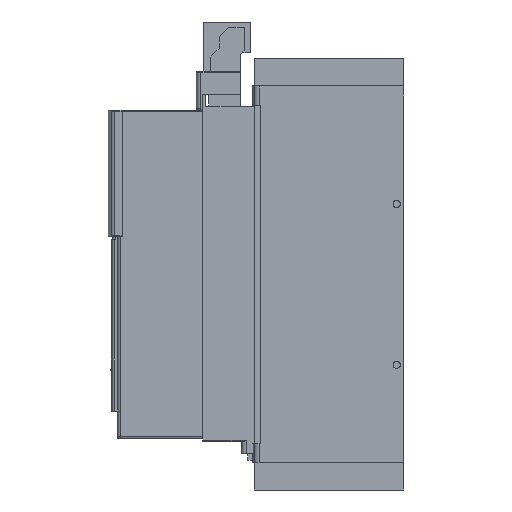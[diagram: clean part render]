
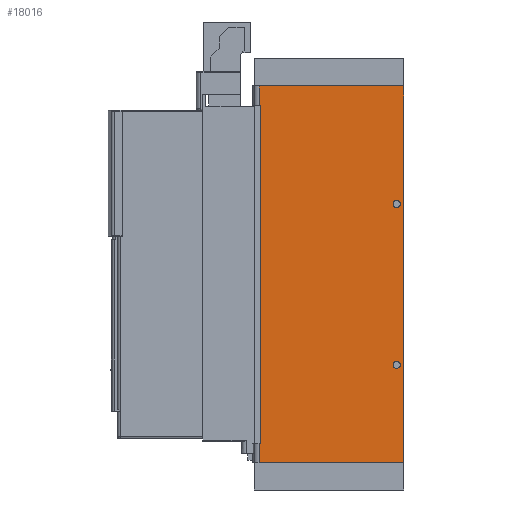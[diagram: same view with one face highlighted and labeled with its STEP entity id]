
A CAD part, left-side view. The second image highlights one B-rep face of the part: STEP entity #18016.
In plain terms, the highlighted planar face has unit normal (-1, 0, 0).
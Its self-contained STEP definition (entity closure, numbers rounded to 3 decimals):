
#17896=AXIS2_PLACEMENT_3D('Plane Axis2P3D',#17893,#17894,#17895) ;
#17982=AXIS2_PLACEMENT_3D('Circle Axis2P3D',#17980,#17981,$) ;
#17991=AXIS2_PLACEMENT_3D('Circle Axis2P3D',#17989,#17990,$) ;
#18000=AXIS2_PLACEMENT_3D('Circle Axis2P3D',#17998,#17999,$) ;
#18009=AXIS2_PLACEMENT_3D('Circle Axis2P3D',#18007,#18008,$) ;
#17893=CARTESIAN_POINT('Axis2P3D Location',(-107.,125.,252.)) ;
#17898=CARTESIAN_POINT('Line Origine',(-107.,0.,135.)) ;
#17902=CARTESIAN_POINT('Vertex',(-107.,0.,18.)) ;
#17904=CARTESIAN_POINT('Vertex',(-107.,0.,252.)) ;
#17907=CARTESIAN_POINT('Line Origine',(-107.,44.5,252.)) ;
#17911=CARTESIAN_POINT('Vertex',(-107.,89.,252.)) ;
#17914=CARTESIAN_POINT('Line Origine',(-107.,89.5,252.)) ;
#17918=CARTESIAN_POINT('Vertex',(-107.,90.,252.)) ;
#17921=CARTESIAN_POINT('Line Origine',(-107.,90.,246.)) ;
#17925=CARTESIAN_POINT('Vertex',(-107.,90.,240.)) ;
#17928=CARTESIAN_POINT('Line Origine',(-107.,89.5,240.)) ;
#17932=CARTESIAN_POINT('Vertex',(-107.,89.,240.)) ;
#17935=CARTESIAN_POINT('Line Origine',(-107.,89.,135.)) ;
#17939=CARTESIAN_POINT('Vertex',(-107.,89.,30.)) ;
#17942=CARTESIAN_POINT('Line Origine',(-107.,89.5,30.)) ;
#17946=CARTESIAN_POINT('Vertex',(-107.,90.,30.)) ;
#17949=CARTESIAN_POINT('Line Origine',(-107.,90.,24.)) ;
#17953=CARTESIAN_POINT('Vertex',(-107.,90.,18.)) ;
#17956=CARTESIAN_POINT('Line Origine',(-107.,89.5,18.)) ;
#17960=CARTESIAN_POINT('Vertex',(-107.,89.,18.)) ;
#17963=CARTESIAN_POINT('Line Origine',(-107.,44.5,18.)) ;
#17980=CARTESIAN_POINT('Axis2P3D Location',(-107.,4.5,178.75)) ;
#17984=CARTESIAN_POINT('Vertex',(-107.,6.75,178.75)) ;
#17986=CARTESIAN_POINT('Vertex',(-107.,2.25,178.75)) ;
#17989=CARTESIAN_POINT('Axis2P3D Location',(-107.,4.5,178.75)) ;
#17998=CARTESIAN_POINT('Axis2P3D Location',(-107.,4.5,78.75)) ;
#18002=CARTESIAN_POINT('Vertex',(-107.,2.25,78.75)) ;
#18004=CARTESIAN_POINT('Vertex',(-107.,6.75,78.75)) ;
#18007=CARTESIAN_POINT('Axis2P3D Location',(-107.,4.5,78.75)) ;
#17894=DIRECTION('Axis2P3D Direction',(-1.,-0.,-0.)) ;
#17895=DIRECTION('Axis2P3D XDirection',(0.,0.,-1.)) ;
#17899=DIRECTION('Vector Direction',(0.,0.,-1.)) ;
#17908=DIRECTION('Vector Direction',(0.,-1.,0.)) ;
#17915=DIRECTION('Vector Direction',(0.,1.,0.)) ;
#17922=DIRECTION('Vector Direction',(0.,0.,1.)) ;
#17929=DIRECTION('Vector Direction',(0.,1.,0.)) ;
#17936=DIRECTION('Vector Direction',(0.,0.,1.)) ;
#17943=DIRECTION('Vector Direction',(0.,1.,0.)) ;
#17950=DIRECTION('Vector Direction',(0.,0.,-1.)) ;
#17957=DIRECTION('Vector Direction',(0.,1.,0.)) ;
#17964=DIRECTION('Vector Direction',(0.,1.,0.)) ;
#17981=DIRECTION('Axis2P3D Direction',(-1.,-0.,-0.)) ;
#17990=DIRECTION('Axis2P3D Direction',(-1.,-0.,-0.)) ;
#17999=DIRECTION('Axis2P3D Direction',(-1.,-0.,-0.)) ;
#18008=DIRECTION('Axis2P3D Direction',(-1.,-0.,-0.)) ;
#17900=VECTOR('Line Direction',#17899,1.) ;
#17909=VECTOR('Line Direction',#17908,1.) ;
#17916=VECTOR('Line Direction',#17915,1.) ;
#17923=VECTOR('Line Direction',#17922,1.) ;
#17930=VECTOR('Line Direction',#17929,1.) ;
#17937=VECTOR('Line Direction',#17936,1.) ;
#17944=VECTOR('Line Direction',#17943,1.) ;
#17951=VECTOR('Line Direction',#17950,1.) ;
#17958=VECTOR('Line Direction',#17957,1.) ;
#17965=VECTOR('Line Direction',#17964,1.) ;
#17969=ORIENTED_EDGE('',*,*,#17906,.T.) ;
#17970=ORIENTED_EDGE('',*,*,#17913,.F.) ;
#17971=ORIENTED_EDGE('',*,*,#17920,.F.) ;
#17972=ORIENTED_EDGE('',*,*,#17927,.F.) ;
#17973=ORIENTED_EDGE('',*,*,#17934,.T.) ;
#17974=ORIENTED_EDGE('',*,*,#17941,.T.) ;
#17975=ORIENTED_EDGE('',*,*,#17948,.F.) ;
#17976=ORIENTED_EDGE('',*,*,#17955,.T.) ;
#17977=ORIENTED_EDGE('',*,*,#17962,.T.) ;
#17978=ORIENTED_EDGE('',*,*,#17967,.F.) ;
#17995=ORIENTED_EDGE('',*,*,#17988,.F.) ;
#17996=ORIENTED_EDGE('',*,*,#17993,.F.) ;
#18013=ORIENTED_EDGE('',*,*,#18006,.F.) ;
#18014=ORIENTED_EDGE('',*,*,#18011,.F.) ;
#17997=FACE_BOUND('',#17994,.T.) ;
#18015=FACE_BOUND('',#18012,.T.) ;
#18016=ADVANCED_FACE('RA4847003_1PA_001_00_SPALLA_DX_INTERR_FISSO_PARETE',(#17979,#17997,#18015),#17897,.T.) ;
#17983=CIRCLE('generated circle',#17982,2.25) ;
#17992=CIRCLE('generated circle',#17991,2.25) ;
#18001=CIRCLE('generated circle',#18000,2.25) ;
#18010=CIRCLE('generated circle',#18009,2.25) ;
#17906=EDGE_CURVE('',#17903,#17905,#17901,.F.) ;
#17913=EDGE_CURVE('',#17912,#17905,#17910,.T.) ;
#17920=EDGE_CURVE('',#17919,#17912,#17917,.F.) ;
#17927=EDGE_CURVE('',#17926,#17919,#17924,.T.) ;
#17934=EDGE_CURVE('',#17926,#17933,#17931,.F.) ;
#17941=EDGE_CURVE('',#17933,#17940,#17938,.F.) ;
#17948=EDGE_CURVE('',#17947,#17940,#17945,.F.) ;
#17955=EDGE_CURVE('',#17947,#17954,#17952,.T.) ;
#17962=EDGE_CURVE('',#17954,#17961,#17959,.F.) ;
#17967=EDGE_CURVE('',#17903,#17961,#17966,.T.) ;
#17988=EDGE_CURVE('',#17985,#17987,#17983,.T.) ;
#17993=EDGE_CURVE('',#17987,#17985,#17992,.T.) ;
#18006=EDGE_CURVE('',#18003,#18005,#18001,.T.) ;
#18011=EDGE_CURVE('',#18005,#18003,#18010,.T.) ;
#17968=EDGE_LOOP('',(#17969,#17970,#17971,#17972,#17973,#17974,#17975,#17976,#17977,#17978)) ;
#17994=EDGE_LOOP('',(#17995,#17996)) ;
#18012=EDGE_LOOP('',(#18013,#18014)) ;
#17979=FACE_OUTER_BOUND('',#17968,.T.) ;
#17901=LINE('Line',#17898,#17900) ;
#17910=LINE('Line',#17907,#17909) ;
#17917=LINE('Line',#17914,#17916) ;
#17924=LINE('Line',#17921,#17923) ;
#17931=LINE('Line',#17928,#17930) ;
#17938=LINE('Line',#17935,#17937) ;
#17945=LINE('Line',#17942,#17944) ;
#17952=LINE('Line',#17949,#17951) ;
#17959=LINE('Line',#17956,#17958) ;
#17966=LINE('Line',#17963,#17965) ;
#17897=PLANE('',#17896) ;
#17903=VERTEX_POINT('',#17902) ;
#17905=VERTEX_POINT('',#17904) ;
#17912=VERTEX_POINT('',#17911) ;
#17919=VERTEX_POINT('',#17918) ;
#17926=VERTEX_POINT('',#17925) ;
#17933=VERTEX_POINT('',#17932) ;
#17940=VERTEX_POINT('',#17939) ;
#17947=VERTEX_POINT('',#17946) ;
#17954=VERTEX_POINT('',#17953) ;
#17961=VERTEX_POINT('',#17960) ;
#17985=VERTEX_POINT('',#17984) ;
#17987=VERTEX_POINT('',#17986) ;
#18003=VERTEX_POINT('',#18002) ;
#18005=VERTEX_POINT('',#18004) ;
